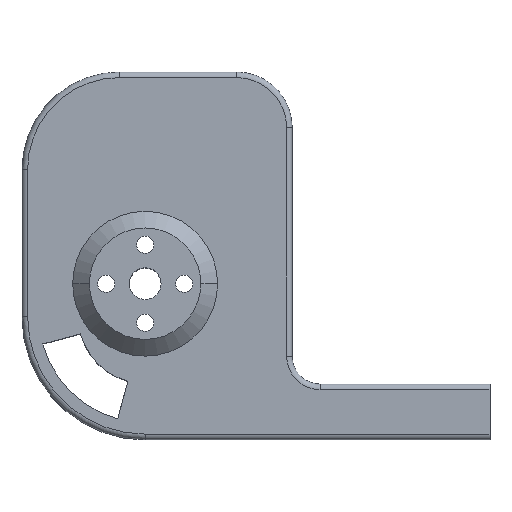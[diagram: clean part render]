
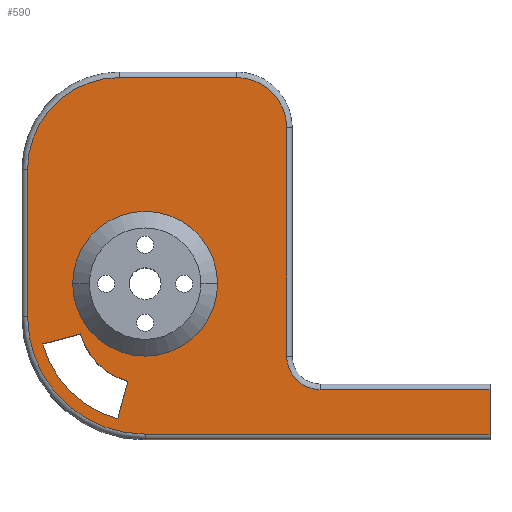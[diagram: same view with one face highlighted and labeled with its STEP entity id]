
A CAD part, top view. The second image highlights one B-rep face of the part: STEP entity #590.
In plain terms, the highlighted planar face has unit normal (0, 0, 1).
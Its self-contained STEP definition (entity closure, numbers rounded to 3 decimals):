
#190=FACE_BOUND('',#1084,.T.);
#191=FACE_BOUND('',#1085,.T.);
#192=FACE_BOUND('',#1086,.T.);
#286=CIRCLE('',#4066,13.);
#385=CIRCLE('',#4203,12.);
#386=CIRCLE('',#4204,19.);
#387=CIRCLE('',#4205,13.);
#388=CIRCLE('',#4206,6.);
#389=CIRCLE('',#4207,9.);
#390=CIRCLE('',#4208,16.5);
#391=CIRCLE('',#4209,21.1);
#590=ADVANCED_FACE('',(#190,#191,#192),#777,.T.);
#777=PLANE('',#4210);
#1084=EDGE_LOOP('',(#2193,#2194,#2195,#2196));
#1085=EDGE_LOOP('',(#2197,#2198));
#1086=EDGE_LOOP('',(#2199,#2200,#2201,#2202,#2203,#2204,#2205,#2206,#2207,
#2208));
#1404=LINE('',#6228,#1687);
#1448=LINE('',#6491,#1731);
#1449=LINE('',#6495,#1732);
#1450=LINE('',#6500,#1733);
#1451=LINE('',#6504,#1734);
#1452=LINE('',#6508,#1735);
#1453=LINE('',#6512,#1736);
#1454=LINE('',#6513,#1737);
#1687=VECTOR('',#4904,1.);
#1731=VECTOR('',#5024,1.);
#1732=VECTOR('',#5027,1.);
#1733=VECTOR('',#5032,1.);
#1734=VECTOR('',#5035,1.);
#1735=VECTOR('',#5038,1.);
#1736=VECTOR('',#5041,1.);
#1737=VECTOR('',#5042,1.);
#2193=ORIENTED_EDGE('',*,*,#3700,.T.);
#2194=ORIENTED_EDGE('',*,*,#3701,.T.);
#2195=ORIENTED_EDGE('',*,*,#3702,.T.);
#2196=ORIENTED_EDGE('',*,*,#3703,.T.);
#2197=ORIENTED_EDGE('',*,*,#3704,.F.);
#2198=ORIENTED_EDGE('',*,*,#3484,.F.);
#2199=ORIENTED_EDGE('',*,*,#3705,.F.);
#2200=ORIENTED_EDGE('',*,*,#3706,.F.);
#2201=ORIENTED_EDGE('',*,*,#3707,.F.);
#2202=ORIENTED_EDGE('',*,*,#3708,.F.);
#2203=ORIENTED_EDGE('',*,*,#3709,.F.);
#2204=ORIENTED_EDGE('',*,*,#3710,.F.);
#2205=ORIENTED_EDGE('',*,*,#3711,.F.);
#2206=ORIENTED_EDGE('',*,*,#3712,.F.);
#2207=ORIENTED_EDGE('',*,*,#3621,.F.);
#2208=ORIENTED_EDGE('',*,*,#3713,.F.);
#3104=VERTEX_POINT('',#5937);
#3105=VERTEX_POINT('',#5939);
#3227=VERTEX_POINT('',#6227);
#3228=VERTEX_POINT('',#6229);
#3287=VERTEX_POINT('',#6489);
#3288=VERTEX_POINT('',#6490);
#3289=VERTEX_POINT('',#6492);
#3290=VERTEX_POINT('',#6494);
#3291=VERTEX_POINT('',#6498);
#3292=VERTEX_POINT('',#6499);
#3293=VERTEX_POINT('',#6501);
#3294=VERTEX_POINT('',#6503);
#3295=VERTEX_POINT('',#6505);
#3296=VERTEX_POINT('',#6507);
#3297=VERTEX_POINT('',#6509);
#3298=VERTEX_POINT('',#6511);
#3484=EDGE_CURVE('',#3104,#3105,#286,.T.);
#3621=EDGE_CURVE('',#3227,#3228,#1404,.T.);
#3700=EDGE_CURVE('',#3287,#3288,#385,.T.);
#3701=EDGE_CURVE('',#3288,#3289,#1448,.T.);
#3702=EDGE_CURVE('',#3289,#3290,#386,.T.);
#3703=EDGE_CURVE('',#3290,#3287,#1449,.T.);
#3704=EDGE_CURVE('',#3105,#3104,#387,.T.);
#3705=EDGE_CURVE('',#3291,#3292,#388,.T.);
#3706=EDGE_CURVE('',#3293,#3291,#1450,.T.);
#3707=EDGE_CURVE('',#3294,#3293,#389,.T.);
#3708=EDGE_CURVE('',#3295,#3294,#1451,.T.);
#3709=EDGE_CURVE('',#3296,#3295,#390,.T.);
#3710=EDGE_CURVE('',#3297,#3296,#1452,.T.);
#3711=EDGE_CURVE('',#3298,#3297,#391,.T.);
#3712=EDGE_CURVE('',#3228,#3298,#1453,.T.);
#3713=EDGE_CURVE('',#3292,#3227,#1454,.T.);
#4066=AXIS2_PLACEMENT_3D('',#5938,#4637,#4638);
#4203=AXIS2_PLACEMENT_3D('',#6488,#5022,#5023);
#4204=AXIS2_PLACEMENT_3D('',#6493,#5025,#5026);
#4205=AXIS2_PLACEMENT_3D('',#6496,#5028,#5029);
#4206=AXIS2_PLACEMENT_3D('',#6497,#5030,#5031);
#4207=AXIS2_PLACEMENT_3D('',#6502,#5033,#5034);
#4208=AXIS2_PLACEMENT_3D('',#6506,#5036,#5037);
#4209=AXIS2_PLACEMENT_3D('',#6510,#5039,#5040);
#4210=AXIS2_PLACEMENT_3D('',#6514,#5043,#5044);
#4637=DIRECTION('',(0.,0.,1.));
#4638=DIRECTION('',(1.,0.,0.));
#4904=DIRECTION('',(0.,-1.,0.));
#5022=DIRECTION('',(0.,0.,1.));
#5023=DIRECTION('',(1.,0.,0.));
#5024=DIRECTION('',(-0.259,-0.966,0.));
#5025=DIRECTION('',(0.,0.,-1.));
#5026=DIRECTION('',(1.,0.,0.));
#5027=DIRECTION('',(0.966,0.259,0.));
#5028=DIRECTION('',(0.,0.,1.));
#5029=DIRECTION('',(1.,0.,0.));
#5030=DIRECTION('',(0.,0.,1.));
#5031=DIRECTION('',(1.,0.,0.));
#5032=DIRECTION('',(0.,-1.,0.));
#5033=DIRECTION('',(0.,0.,-1.));
#5034=DIRECTION('',(1.,0.,0.));
#5035=DIRECTION('',(1.,0.,0.));
#5036=DIRECTION('',(0.,0.,-1.));
#5037=DIRECTION('',(1.,0.,0.));
#5038=DIRECTION('',(0.,1.,0.));
#5039=DIRECTION('',(0.,0.,-1.));
#5040=DIRECTION('',(1.,0.,0.));
#5041=DIRECTION('',(-1.,0.,0.));
#5042=DIRECTION('',(1.,0.,0.));
#5043=DIRECTION('',(0.,0.,1.));
#5044=DIRECTION('',(-1.,0.,0.));
#5937=CARTESIAN_POINT('',(36.6,-43.,14.));
#5938=CARTESIAN_POINT('',(23.6,-43.,14.));
#5939=CARTESIAN_POINT('',(10.6,-43.,14.));
#6227=CARTESIAN_POINT('',(85.5,-62.,14.));
#6228=CARTESIAN_POINT('',(85.5,-61.,14.));
#6229=CARTESIAN_POINT('',(85.5,-70.,14.));
#6488=CARTESIAN_POINT('',(23.6,-48.9,14.));
#6489=CARTESIAN_POINT('',(12.009,-52.006,14.));
#6490=CARTESIAN_POINT('',(20.494,-60.491,14.));
#6491=CARTESIAN_POINT('',(20.494,-60.491,14.));
#6492=CARTESIAN_POINT('',(18.682,-67.253,14.));
#6493=CARTESIAN_POINT('',(23.6,-48.9,14.));
#6494=CARTESIAN_POINT('',(5.247,-53.818,14.));
#6495=CARTESIAN_POINT('',(12.009,-52.006,14.));
#6496=CARTESIAN_POINT('',(23.6,-43.,14.));
#6497=CARTESIAN_POINT('',(55.,-56.,14.));
#6498=CARTESIAN_POINT('',(49.,-56.,14.));
#6499=CARTESIAN_POINT('',(55.,-62.,14.));
#6500=CARTESIAN_POINT('',(49.,-48.9,14.));
#6501=CARTESIAN_POINT('',(49.,-15.,14.));
#6502=CARTESIAN_POINT('',(40.,-15.,14.));
#6503=CARTESIAN_POINT('',(40.,-6.,14.));
#6504=CARTESIAN_POINT('',(23.6,-6.,14.));
#6505=CARTESIAN_POINT('',(19.,-6.,14.));
#6506=CARTESIAN_POINT('',(19.,-22.5,14.));
#6507=CARTESIAN_POINT('',(2.5,-22.5,14.));
#6508=CARTESIAN_POINT('',(2.5,-48.9,14.));
#6509=CARTESIAN_POINT('',(2.5,-48.9,14.));
#6510=CARTESIAN_POINT('',(23.6,-48.9,14.));
#6511=CARTESIAN_POINT('',(23.6,-70.,14.));
#6512=CARTESIAN_POINT('',(23.6,-70.,14.));
#6513=CARTESIAN_POINT('',(23.6,-62.,14.));
#6514=CARTESIAN_POINT('',(23.6,-48.9,14.));
